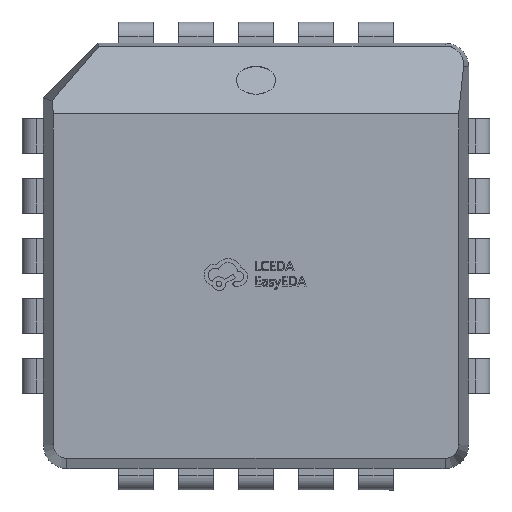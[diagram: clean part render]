
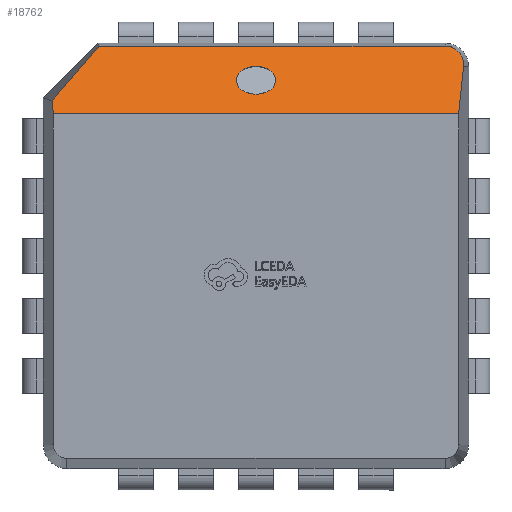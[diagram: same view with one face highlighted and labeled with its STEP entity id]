
A CAD part, top view. The second image highlights one B-rep face of the part: STEP entity #18762.
In plain terms, the highlighted planar face has unit normal (0, 0.707, 0.707).
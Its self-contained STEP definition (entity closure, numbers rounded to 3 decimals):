
#243 = ORIENTED_EDGE ( 'NONE', *, *, #18495, .F. ) ;
#389 = CARTESIAN_POINT ( 'NONE',  ( 4.287, 3., 2.03 ) ) ;
#593 = CARTESIAN_POINT ( 'NONE',  ( 4.418, 4.251, 0.779 ) ) ;
#622 = CARTESIAN_POINT ( 'NONE',  ( -4.315, 3.274, 1.756 ) ) ;
#1010 = DIRECTION ( 'NONE',  ( -0.074, 0.705, -0.705 ) ) ;
#2113 = CIRCLE ( 'NONE', #6334, 0.418 ) ;
#2416 = CARTESIAN_POINT ( 'NONE',  ( 0., 3.715, 1.315 ) ) ;
#3048 = CARTESIAN_POINT ( 'NONE',  ( 4.446, 4.518, 0.512 ) ) ;
#4321 = ORIENTED_EDGE ( 'NONE', *, *, #28691, .F. ) ;
#4801 = DIRECTION ( 'NONE',  ( 0., -0.707, 0.707 ) ) ;
#5272 = ORIENTED_EDGE ( 'NONE', *, *, #10563, .F. ) ;
#5430 = VERTEX_POINT ( 'NONE', #22303 ) ;
#5652 = CARTESIAN_POINT ( 'NONE',  ( -4.5, 4.5, 0.53 ) ) ;
#5675 = VERTEX_POINT ( 'NONE', #28907 ) ;
#5774 = PLANE ( 'NONE',  #8798 ) ;
#6334 = AXIS2_PLACEMENT_3D ( 'NONE', #28080, #12261, #19632 ) ;
#7030 = AXIS2_PLACEMENT_3D ( 'NONE', #2416, #18422, #4801 ) ;
#7079 = CARTESIAN_POINT ( 'NONE',  ( -4.412, 4.195, 0.835 ) ) ;
#7619 = EDGE_LOOP ( 'NONE', ( #9170, #13361 ) ) ;
#7641 = DIRECTION ( 'NONE',  ( -0.074, -0.705, 0.705 ) ) ;
#7839 = VECTOR ( 'NONE', #13258, 1000. ) ;
#7905 = VERTEX_POINT ( 'NONE', #622 ) ;
#8798 = AXIS2_PLACEMENT_3D ( 'NONE', #5652, #12319, #21337 ) ;
#9170 = ORIENTED_EDGE ( 'NONE', *, *, #20418, .F. ) ;
#9781 = VECTOR ( 'NONE', #26046, 1000. ) ;
#10191 = LINE ( 'NONE', #19188, #18546 ) ;
#10320 = EDGE_CURVE ( 'NONE', #5675, #22372, #21119, .T. ) ;
#10563 = EDGE_CURVE ( 'NONE', #7905, #12623, #10191, .T. ) ;
#10917 = ORIENTED_EDGE ( 'NONE', *, *, #17897, .F. ) ;
#11437 = VECTOR ( 'NONE', #7641, 1000. ) ;
#11835 = CARTESIAN_POINT ( 'NONE',  ( 4.392, 4., 1.03 ) ) ;
#12182 = VERTEX_POINT ( 'NONE', #389 ) ;
#12230 = CIRCLE ( 'NONE', #7030, 0.418 ) ;
#12261 = DIRECTION ( 'NONE',  ( 0., 0.707, 0.707 ) ) ;
#12319 = DIRECTION ( 'NONE',  ( 0., -0.707, -0.707 ) ) ;
#12623 = VERTEX_POINT ( 'NONE', #17626 ) ;
#13258 = DIRECTION ( 'NONE',  ( -1., 0., 0. ) ) ;
#13361 = ORIENTED_EDGE ( 'NONE', *, *, #20907, .F. ) ;
#14309 = ORIENTED_EDGE ( 'NONE', *, *, #10320, .F. ) ;
#14465 = DIRECTION ( 'NONE',  ( 0.516, 0.606, -0.606 ) ) ;
#15123 = FACE_BOUND ( 'NONE', #7619, .T. ) ;
#15733 = EDGE_CURVE ( 'NONE', #12623, #5675, #19821, .T. ) ;
#16379 = VECTOR ( 'NONE', #1010, 1000. ) ;
#17091 = VERTEX_POINT ( 'NONE', #25610 ) ;
#17626 = CARTESIAN_POINT ( 'NONE',  ( -3.324, 4.438, 0.592 ) ) ;
#17897 = EDGE_CURVE ( 'NONE', #12182, #19729, #24779, .T. ) ;
#18196 = LINE ( 'NONE', #7079, #16379 ) ;
#18422 = DIRECTION ( 'NONE',  ( 0., 0.707, 0.707 ) ) ;
#18495 = EDGE_CURVE ( 'NONE', #19729, #7905, #18196, .T. ) ;
#18546 = VECTOR ( 'NONE', #14465, 1000. ) ;
#18762 = ADVANCED_FACE ( 'NONE', ( #15123, #28561 ), #5774, .F. ) ;
#19188 = CARTESIAN_POINT ( 'NONE',  ( -3.792, 3.889, 1.141 ) ) ;
#19632 = DIRECTION ( 'NONE',  ( 0., -0.707, 0.707 ) ) ;
#19729 = VERTEX_POINT ( 'NONE', #27968 ) ;
#19821 = LINE ( 'NONE', #28278, #9781 ) ;
#20418 = EDGE_CURVE ( 'NONE', #5430, #17091, #2113, .T. ) ;
#20907 = EDGE_CURVE ( 'NONE', #17091, #5430, #12230, .T. ) ;
#21119 =( BOUNDED_CURVE ( )  B_SPLINE_CURVE ( 3, ( #27962, #25740, #593, #11835 ),
 .UNSPECIFIED., .F., .F. ) 
 B_SPLINE_CURVE_WITH_KNOTS ( ( 4, 4 ),
 ( 0., 1.676 ),
 .UNSPECIFIED. ) 
 CURVE ( )  GEOMETRIC_REPRESENTATION_ITEM ( )  RATIONAL_B_SPLINE_CURVE ( ( 1., 0.779, 0.779, 1. ) ) 
 REPRESENTATION_ITEM ( '' )  );
#21337 = DIRECTION ( 'NONE',  ( 0., 0.707, -0.707 ) ) ;
#22303 = CARTESIAN_POINT ( 'NONE',  ( 0., 3.42, 1.61 ) ) ;
#22372 = VERTEX_POINT ( 'NONE', #25932 ) ;
#22721 = CARTESIAN_POINT ( 'NONE',  ( 4., 3., 2.03 ) ) ;
#23310 = LINE ( 'NONE', #3048, #11437 ) ;
#24779 = LINE ( 'NONE', #22721, #7839 ) ;
#25610 = CARTESIAN_POINT ( 'NONE',  ( 0., 4.01, 1.02 ) ) ;
#25740 = CARTESIAN_POINT ( 'NONE',  ( 4.251, 4.438, 0.592 ) ) ;
#25932 = CARTESIAN_POINT ( 'NONE',  ( 4.392, 4., 1.03 ) ) ;
#26046 = DIRECTION ( 'NONE',  ( 1., 0., 0. ) ) ;
#27032 = ORIENTED_EDGE ( 'NONE', *, *, #15733, .F. ) ;
#27613 = EDGE_LOOP ( 'NONE', ( #10917, #4321, #14309, #27032, #5272, #243 ) ) ;
#27962 = CARTESIAN_POINT ( 'NONE',  ( 4., 4.438, 0.592 ) ) ;
#27968 = CARTESIAN_POINT ( 'NONE',  ( -4.287, 3., 2.03 ) ) ;
#28080 = CARTESIAN_POINT ( 'NONE',  ( 0., 3.715, 1.315 ) ) ;
#28278 = CARTESIAN_POINT ( 'NONE',  ( -3.35, 4.438, 0.592 ) ) ;
#28561 = FACE_OUTER_BOUND ( 'NONE', #27613, .T. ) ;
#28691 = EDGE_CURVE ( 'NONE', #22372, #12182, #23310, .T. ) ;
#28907 = CARTESIAN_POINT ( 'NONE',  ( 4., 4.438, 0.592 ) ) ;
